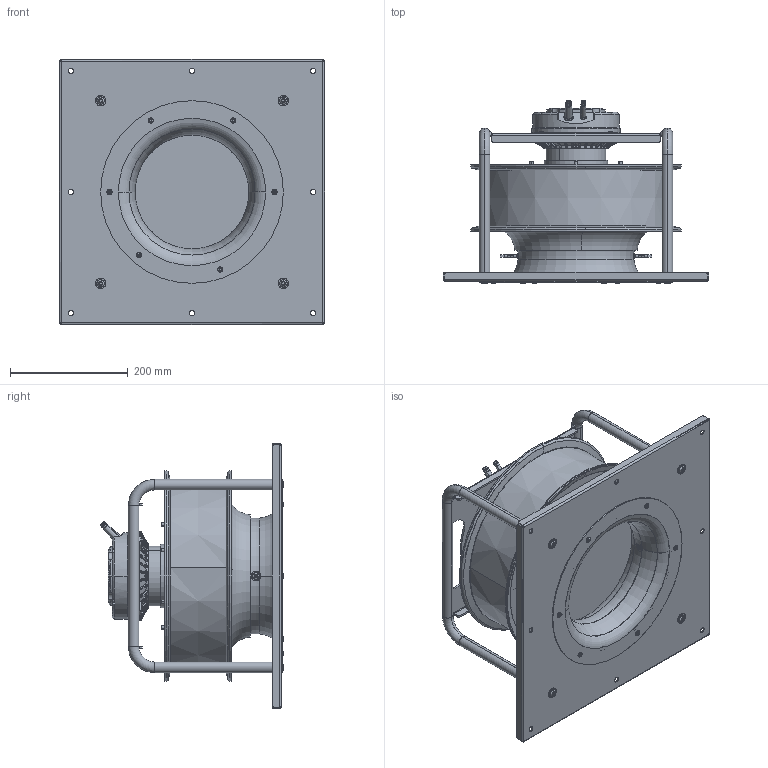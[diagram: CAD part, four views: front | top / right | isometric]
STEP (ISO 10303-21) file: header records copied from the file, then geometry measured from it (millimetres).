
FILE_DESCRIPTION((''),'2;1');
FILE_NAME('1187400_ASM','2023-08-30T09:42:36',('mkulawiak'),(''),'CREO PARAMETRIC BY PTC INC, 2022484','CREO PARAMETRIC BY PTC INC, 2022484','');
FILE_SCHEMA(('CONFIG_CONTROL_DESIGN'));
Products named in the file (23): 1187552; 1187553; FILLET_WELD_ID_1315; 1176184; 1187550_ASM; 1167311; 1167312; 1167310_ASM; 1165535; 1188746; FAN_MOTOR_315_07_F_FLANGE_ASM; 1166271; 1195166; 1173619; 1173620; 1111787; 1187401_ASM; 1187378; 1187379; 1169186; 1195167; 1195169; 1187400_ASM
Assembly tree (57 placements, depth 4):
  1187400_ASM
    1187550_ASM
      1187552  x2
      1187553
      FILLET_WELD_ID_1315
      1176184  x4
    1187401_ASM
      1167310_ASM
        1167311
        1167312
      FAN_MOTOR_315_07_F_FLANGE_ASM
        1165535
        1188746  x6
      1166271
      1195166  x6
      1173619  x2
      1173620  x2
      1111787  x2
    1187378  x4
    1187379  x4
    1195166  x4
    1169186
    1195167  x4
    1195169  x6
Bounding box: 450 x 311.49 x 450 mm (x, y, z)
Volume: 10289419.9 mm3; surface area: 1458556.6 mm2
Topology: 57 solids, 93 shells, 4088 faces, 10633 edges, 6606 vertices
Faces by surface type: cylinder 1503, plane 1372, bspline 626, torus 288, cone 254, sphere 45
Entity records: 87380 total; most frequent: CARTESIAN_POINT 34205, ORIENTED_EDGE 11464, DIRECTION 10279, EDGE_CURVE 5939, AXIS2_PLACEMENT_3D 4174, VERTEX_POINT 3602, EDGE_LOOP 2489, FACE_OUTER_BOUND 2337
